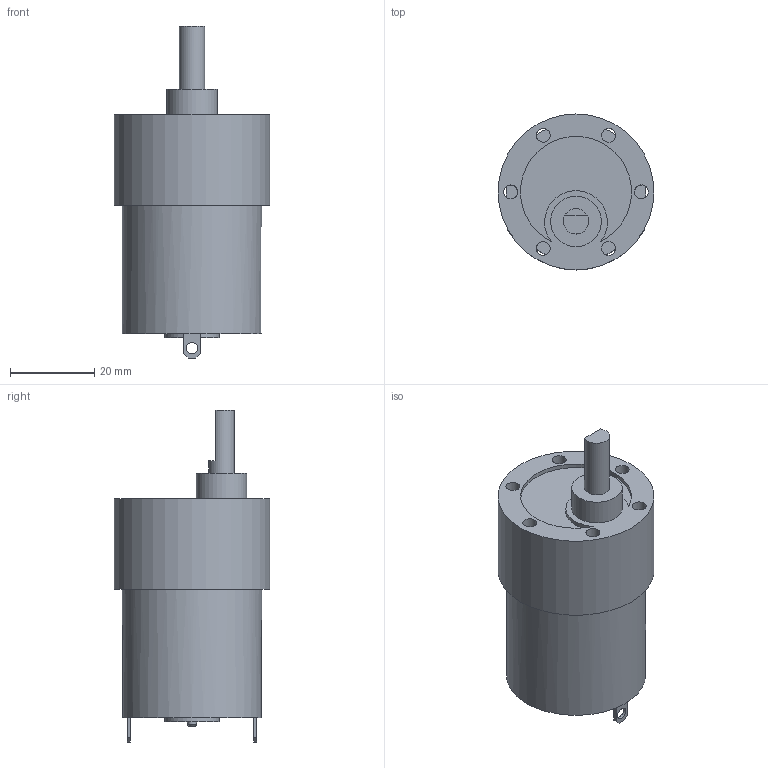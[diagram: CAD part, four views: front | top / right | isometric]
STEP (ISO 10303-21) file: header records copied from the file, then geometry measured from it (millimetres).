
FILE_DESCRIPTION(/* description */ (''),/* implementation_level */ '2;1');
FILE_NAME(/* name */ 'Titan-37mm-500rpm-cad.stp',/* time_stamp */ '2018-01-30T13:08:59+09:00',/* author */ ('MONSTER'),/* organization */ (''),/* preprocessor_version */ 'ST-DEVELOPER v16.1',/* originating_system */ 'Autodesk Inventor 2016',/* authorisation */ '');
FILE_SCHEMA (('AUTOMOTIVE_DESIGN { 1 0 10303 214 3 1 1 }'));
Length unit declared in the file: millimetre
Products named in the file (1): Titan-37mm-500rpm
Bounding box: 37 x 37 x 78.75 mm (x, y, z)
Volume: 46477 mm3; surface area: 11132.3 mm2
Topology: 2 solids, 3 shells, 50 faces, 118 edges, 74 vertices
Faces by surface type: plane 32, cylinder 17, torus 1
Full cylindrical faces by diameter (mm): 2.147 x1, 2.746 x2, 3.3 x6, 6 x1, 12 x2, 13 x1, 33 x1, 37 x1
Entity records: 1372 total; most frequent: DIRECTION 248, CARTESIAN_POINT 211, ORIENTED_EDGE 190, AXIS2_PLACEMENT_3D 103, EDGE_CURVE 94, EDGE_LOOP 84, VERTEX_POINT 66, CIRCLE 52
